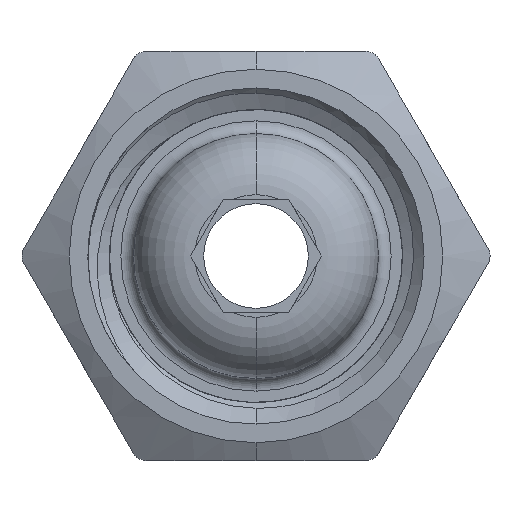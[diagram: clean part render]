
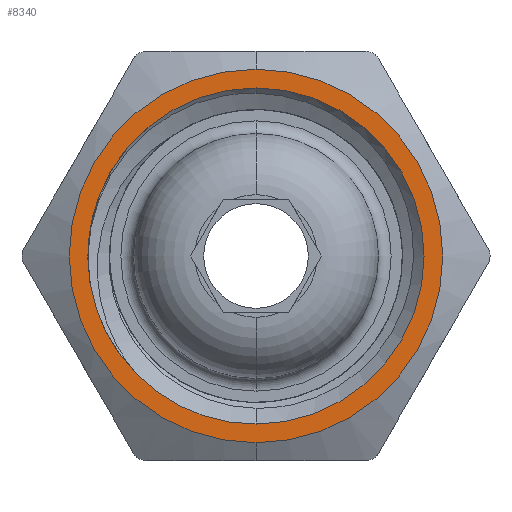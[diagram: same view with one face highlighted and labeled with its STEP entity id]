
A CAD part, left-side view. The second image highlights one B-rep face of the part: STEP entity #8340.
In plain terms, the highlighted planar face has unit normal (-1, 0, 0).
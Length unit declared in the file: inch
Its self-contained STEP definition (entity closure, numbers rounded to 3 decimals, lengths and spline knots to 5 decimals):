
#312 = VERTEX_POINT ( 'NONE', #2048 ) ;
#335 = FACE_BOUND ( 'NONE', #2522, .T. ) ;
#464 = DIRECTION ( 'NONE',  ( -1., 0., 0. ) ) ;
#687 = EDGE_CURVE ( 'NONE', #3403, #7117, #4706, .T. ) ;
#816 = ORIENTED_EDGE ( 'NONE', *, *, #9116, .F. ) ;
#841 = DIRECTION ( 'NONE',  ( 0., 0., 1. ) ) ;
#1014 = AXIS2_PLACEMENT_3D ( 'NONE', #11605, #10789, #2464 ) ;
#1062 = EDGE_CURVE ( 'NONE', #7380, #9359, #8265, .T. ) ;
#1093 = ORIENTED_EDGE ( 'NONE', *, *, #687, .F. ) ;
#1195 = DIRECTION ( 'NONE',  ( 0., 0., 1. ) ) ;
#1292 = EDGE_LOOP ( 'NONE', ( #1502, #8223 ) ) ;
#1502 = ORIENTED_EDGE ( 'NONE', *, *, #9430, .T. ) ;
#2047 = CARTESIAN_POINT ( 'NONE',  ( -0.0025, 0., -0.3125 ) ) ;
#2048 = CARTESIAN_POINT ( 'NONE',  ( -0.0025, 0., 0.3125 ) ) ;
#2464 = DIRECTION ( 'NONE',  ( 0., 0., 1. ) ) ;
#2522 = EDGE_LOOP ( 'NONE', ( #7241, #816, #1093, #5213 ) ) ;
#3403 = VERTEX_POINT ( 'NONE', #11266 ) ;
#3920 = DIRECTION ( 'NONE',  ( -1., 0., 0. ) ) ;
#4172 = DIRECTION ( 'NONE',  ( 0., 0., 1. ) ) ;
#4383 = AXIS2_PLACEMENT_3D ( 'NONE', #10031, #5405, #841 ) ;
#4394 = PLANE ( 'NONE',  #1014 ) ;
#4706 = CIRCLE ( 'NONE', #4383, 0.28125 ) ;
#4788 = FACE_OUTER_BOUND ( 'NONE', #1292, .T. ) ;
#5002 = CARTESIAN_POINT ( 'NONE',  ( -0.0025, 0., 0. ) ) ;
#5077 = DIRECTION ( 'NONE',  ( -1., 0., 0. ) ) ;
#5213 = ORIENTED_EDGE ( 'NONE', *, *, #6739, .F. ) ;
#5224 = CIRCLE ( 'NONE', #5469, 0.28125 ) ;
#5283 = DIRECTION ( 'NONE',  ( 0., 0., 1. ) ) ;
#5343 = CIRCLE ( 'NONE', #11459, 0.3125 ) ;
#5405 = DIRECTION ( 'NONE',  ( -1., 0., 0. ) ) ;
#5463 = CARTESIAN_POINT ( 'NONE',  ( -0.0025, 0., -0.28125 ) ) ;
#5469 = AXIS2_PLACEMENT_3D ( 'NONE', #5002, #464, #1195 ) ;
#6002 = CARTESIAN_POINT ( 'NONE',  ( -0.0025, 0., 0. ) ) ;
#6629 = CARTESIAN_POINT ( 'NONE',  ( -0.0025, 0., 0. ) ) ;
#6739 = EDGE_CURVE ( 'NONE', #9359, #3403, #5224, .T. ) ;
#7117 = VERTEX_POINT ( 'NONE', #7987 ) ;
#7180 = CARTESIAN_POINT ( 'NONE',  ( -0.0025, 0.19887, -0.19887 ) ) ;
#7241 = ORIENTED_EDGE ( 'NONE', *, *, #1062, .F. ) ;
#7380 = VERTEX_POINT ( 'NONE', #7180 ) ;
#7552 = DIRECTION ( 'NONE',  ( -1., 0., 0. ) ) ;
#7987 = CARTESIAN_POINT ( 'NONE',  ( -0.0025, 0.28125, 0. ) ) ;
#8069 = CIRCLE ( 'NONE', #11688, 0.28125 ) ;
#8144 = AXIS2_PLACEMENT_3D ( 'NONE', #11165, #3920, #8334 ) ;
#8223 = ORIENTED_EDGE ( 'NONE', *, *, #9651, .T. ) ;
#8265 = CIRCLE ( 'NONE', #9045, 0.28125 ) ;
#8334 = DIRECTION ( 'NONE',  ( 0., 0., 1. ) ) ;
#8340 = ADVANCED_FACE ( 'NONE', ( #335, #4788 ), #4394, .T. ) ;
#8453 = DIRECTION ( 'NONE',  ( 0., 0., 1. ) ) ;
#8660 = VERTEX_POINT ( 'NONE', #2047 ) ;
#8877 = CARTESIAN_POINT ( 'NONE',  ( -0.0025, 0., 0. ) ) ;
#9006 = DIRECTION ( 'NONE',  ( -1., 0., 0. ) ) ;
#9045 = AXIS2_PLACEMENT_3D ( 'NONE', #6002, #5077, #4172 ) ;
#9116 = EDGE_CURVE ( 'NONE', #7117, #7380, #8069, .T. ) ;
#9359 = VERTEX_POINT ( 'NONE', #5463 ) ;
#9430 = EDGE_CURVE ( 'NONE', #8660, #312, #5343, .T. ) ;
#9651 = EDGE_CURVE ( 'NONE', #312, #8660, #11232, .T. ) ;
#10031 = CARTESIAN_POINT ( 'NONE',  ( -0.0025, 0., 0. ) ) ;
#10789 = DIRECTION ( 'NONE',  ( -1., 0., 0. ) ) ;
#11165 = CARTESIAN_POINT ( 'NONE',  ( -0.0025, 0., 0. ) ) ;
#11232 = CIRCLE ( 'NONE', #8144, 0.3125 ) ;
#11266 = CARTESIAN_POINT ( 'NONE',  ( -0.0025, 0., 0.28125 ) ) ;
#11459 = AXIS2_PLACEMENT_3D ( 'NONE', #6629, #7552, #8453 ) ;
#11605 = CARTESIAN_POINT ( 'NONE',  ( -0.0025, 0., 0. ) ) ;
#11688 = AXIS2_PLACEMENT_3D ( 'NONE', #8877, #9006, #5283 ) ;
